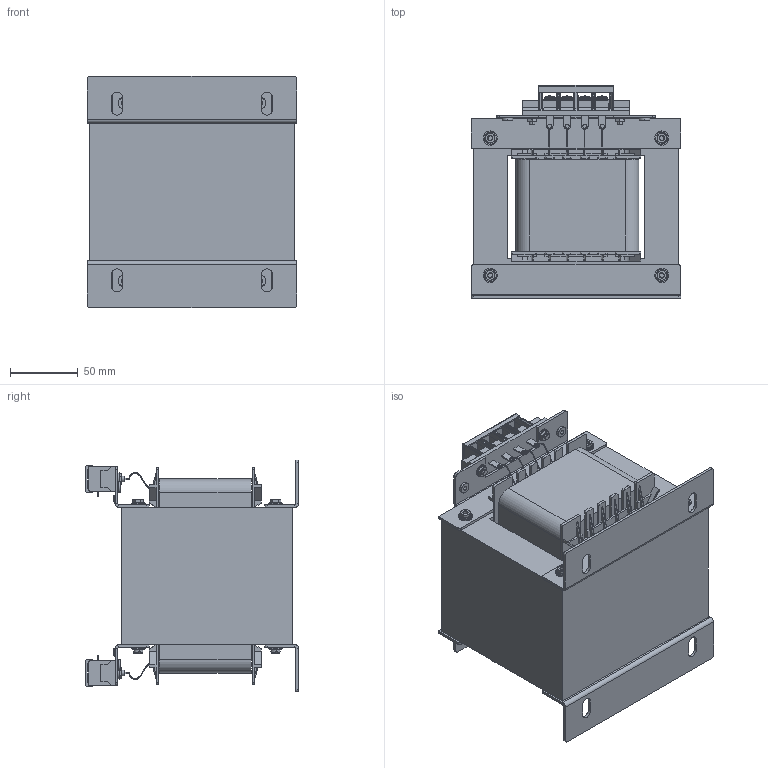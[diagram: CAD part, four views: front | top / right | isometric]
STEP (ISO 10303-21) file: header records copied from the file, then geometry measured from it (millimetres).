
FILE_DESCRIPTION (( 'STEP AP214' ), '1' );
FILE_NAME ('9110.STEP', '2025-04-02T10:30:47', ( '' ), ( '' ), 'SwSTEP 2.0', 'SolidWorks 2022', '' );
FILE_SCHEMA (( 'AUTOMOTIVE_DESIGN' ));
Length unit declared in the file: millimetre
Products named in the file (1): 9110
Bounding box: 155 x 157.6 x 171.6 mm (x, y, z)
Volume: 2209158.5 mm3; surface area: 392917.9 mm2
Topology: 71 solids, 71 shells, 3468 faces, 8814 edges, 5440 vertices
Faces by surface type: plane 2076, cylinder 772, bspline 280, torus 176, cone 144, sphere 20
Entity records: 154404 total; most frequent: CARTESIAN_POINT 35009, ORIENTED_EDGE 17436, DIRECTION 15360, EDGE_CURVE 8718, VECTOR 5678, LINE 5678, VERTEX_POINT 5440, AXIS2_PLACEMENT_3D 4841
